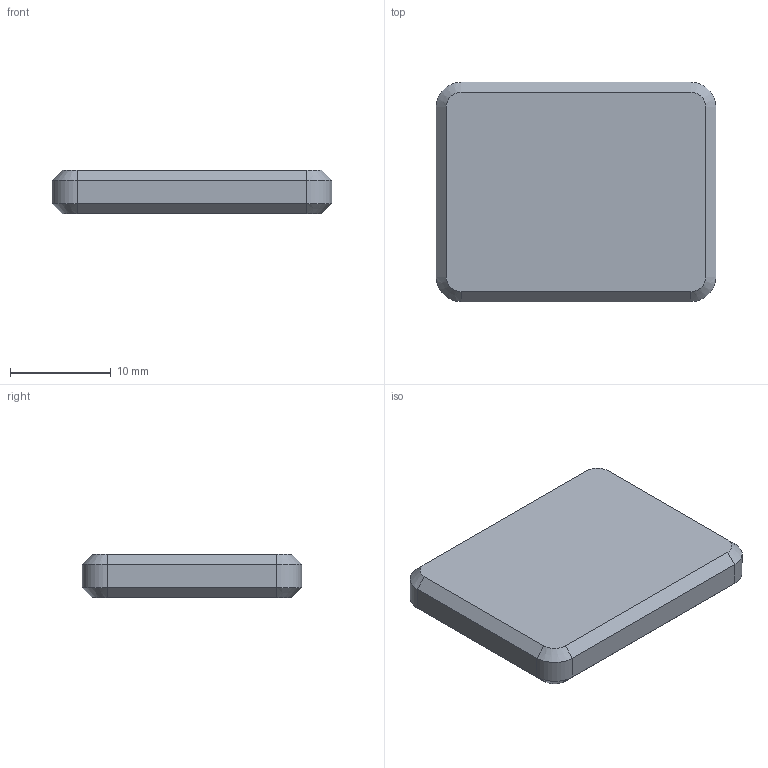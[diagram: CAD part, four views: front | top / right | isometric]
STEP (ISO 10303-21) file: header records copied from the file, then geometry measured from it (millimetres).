
FILE_DESCRIPTION (( 'STEP AP214' ), '1' );
FILE_NAME ('TAG5.STEP', '2024-08-04T20:11:07', ( '' ), ( '' ), 'SwSTEP 2.0', 'SolidWorks 2024', '' );
FILE_SCHEMA (( 'AUTOMOTIVE_DESIGN' ));
Length unit declared in the file: millimetre
Products named in the file (1): TAG5
Bounding box: 27.8 x 21.8 x 4.3 mm (x, y, z)
Volume: 1497.1 mm3; surface area: 2533.8 mm2
Topology: 1 solids, 2 shells, 39 faces, 86 edges, 52 vertices
Faces by surface type: plane 21, cone 10, cylinder 8
Entity records: 1081 total; most frequent: DIRECTION 194, CARTESIAN_POINT 178, ORIENTED_EDGE 172, EDGE_CURVE 86, AXIS2_PLACEMENT_3D 68, VECTOR 58, LINE 58, VERTEX_POINT 52
